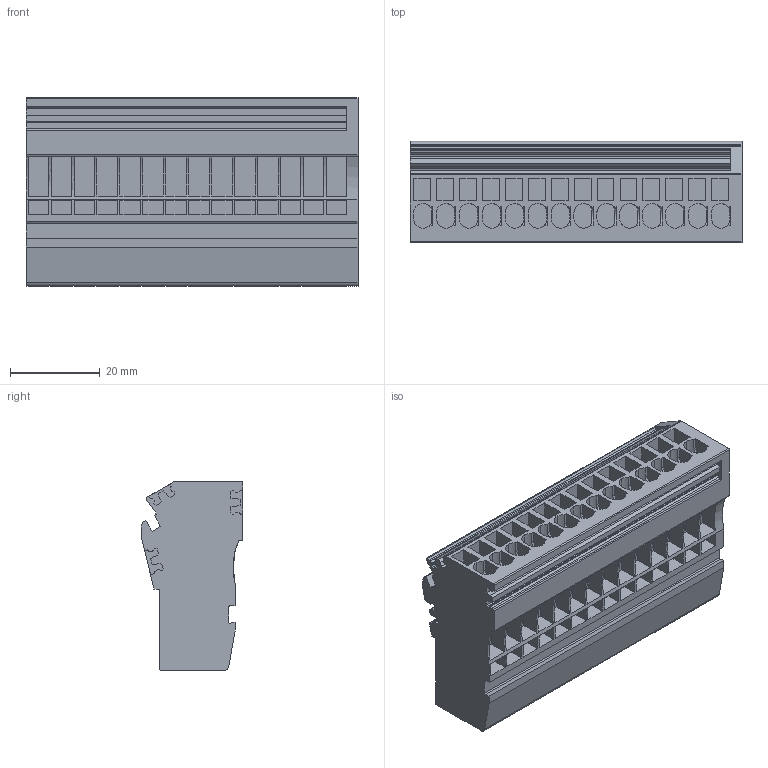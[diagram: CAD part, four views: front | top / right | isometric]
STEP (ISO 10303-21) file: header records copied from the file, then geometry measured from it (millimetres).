
FILE_DESCRIPTION(('CATIA V5R24 STEP','CAx-IF Rec.Pracs.--- Model Styling and Organization---1.2---2011-12-15'),'2;1');
FILE_NAME ('414270_1', '2017-02-03T09:42:38+00:00', ('Weidmueller Interface'), ('Weidmueller'), 'CATIA Version 5-6 Release 2014 SP4 HF52', 'CATIA V5 STEP AP214', 'none');
FILE_SCHEMA(('AUTOMOTIVE_DESIGN { 1 0 10303 214 1 1 1 1 }'));
Length unit declared in the file: millimetre
Products named in the file (1): v5-standard_part
Bounding box: 73.9 x 22.55 x 42 mm (x, y, z)
Volume: 37633.6 mm3; surface area: 27971.9 mm2
Topology: 1 solids, 1 shells, 1271 faces, 3545 edges, 2346 vertices
Faces by surface type: plane 1111, cylinder 160
Entity records: 39228 total; most frequent: CARTESIAN_POINT 7713, ORIENTED_EDGE 7090, DIRECTION 5503, EDGE_CURVE 3545, VECTOR 3141, LINE 3141, VERTEX_POINT 2346, EDGE_LOOP 1341
